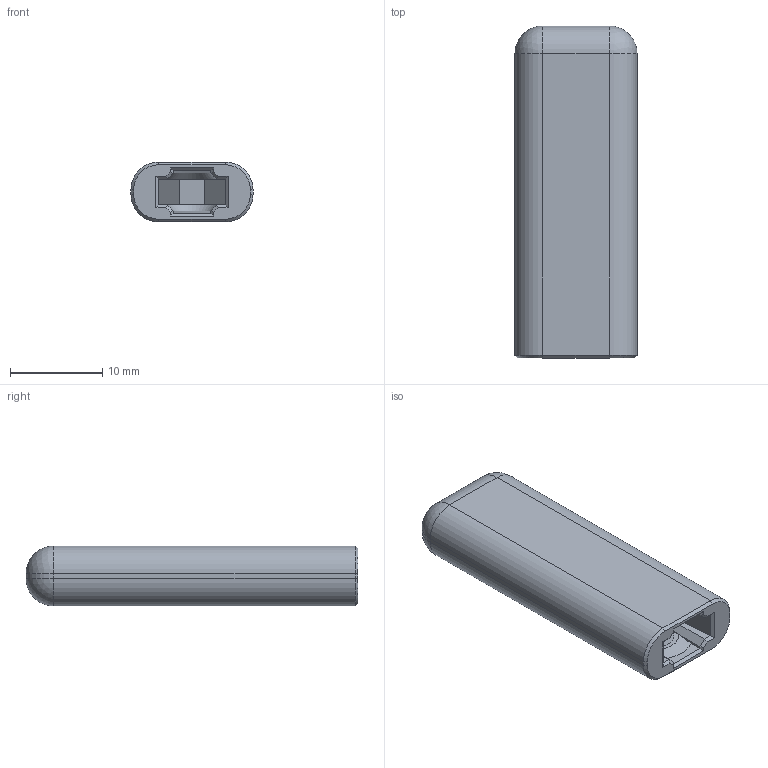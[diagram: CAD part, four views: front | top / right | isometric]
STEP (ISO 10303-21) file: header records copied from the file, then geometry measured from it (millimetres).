
FILE_DESCRIPTION(/* description */ (''),/* implementation_level */ '2;1');
FILE_NAME(/* name */ 'Westcott 2.5 Sewing Scissors Protective Cap v2.step',/* time_stamp */ '2024-02-18T23:53:19-08:00',/* author */ (''),/* organization */ (''),/* preprocessor_version */ 'ST-DEVELOPER v20',/* originating_system */ 'Autodesk Translation Framework v12.14.0.127',/* authorisation */ '');
FILE_SCHEMA (('AUTOMOTIVE_DESIGN { 1 0 10303 214 3 1 1 }'));
Length unit declared in the file: millimetre
Products named in the file (1): Westcott 2.5" Sewing Scissors Protective Cap
Bounding box: 13.25 x 36 x 6.5 mm (x, y, z)
Volume: 2261.1 mm3; surface area: 1827.1 mm2
Topology: 1 solids, 1 shells, 69 faces, 156 edges, 90 vertices
Faces by surface type: plane 45, cone 10, cylinder 10, sphere 4
Entity records: 1897 total; most frequent: DIRECTION 326, CARTESIAN_POINT 324, ORIENTED_EDGE 312, EDGE_CURVE 156, LINE 118, VECTOR 118, AXIS2_PLACEMENT_3D 104, VERTEX_POINT 90
